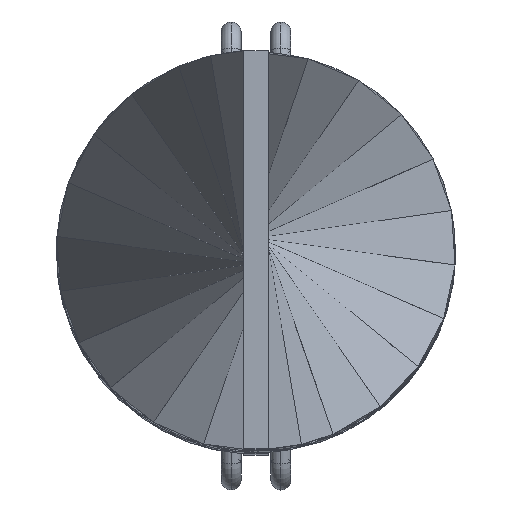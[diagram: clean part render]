
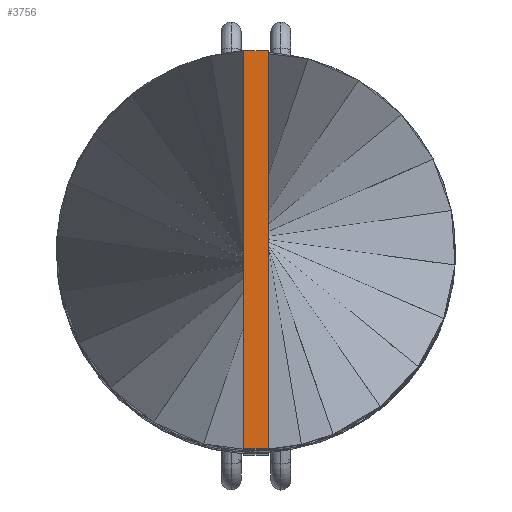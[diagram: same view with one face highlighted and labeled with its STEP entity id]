
A CAD part, top view. The second image highlights one B-rep face of the part: STEP entity #3756.
In plain terms, the highlighted planar face has unit normal (0, 0, 1).
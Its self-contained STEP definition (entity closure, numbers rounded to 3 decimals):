
#57 = PLANE ( 'NONE',  #3957 ) ;
#182 = EDGE_CURVE ( 'NONE', #2194, #3410, #3713, .T. ) ;
#226 = ORIENTED_EDGE ( 'NONE', *, *, #1404, .T. ) ;
#408 = DIRECTION ( 'NONE',  ( 0., 0., 1. ) ) ;
#503 = CARTESIAN_POINT ( 'NONE',  ( -0.5, -8., 150. ) ) ;
#581 = DIRECTION ( 'NONE',  ( 0., -1., 0. ) ) ;
#976 = VECTOR ( 'NONE', #3407, 1000. ) ;
#1234 = DIRECTION ( 'NONE',  ( -1., 0., 0. ) ) ;
#1289 = CARTESIAN_POINT ( 'NONE',  ( -0.5, -8., 150. ) ) ;
#1359 = ORIENTED_EDGE ( 'NONE', *, *, #4171, .T. ) ;
#1404 = EDGE_CURVE ( 'NONE', #3410, #3385, #2912, .T. ) ;
#1524 = CARTESIAN_POINT ( 'NONE',  ( 0.5, -8., 150. ) ) ;
#1549 = EDGE_LOOP ( 'NONE', ( #1832, #1359, #2013, #226 ) ) ;
#1832 = ORIENTED_EDGE ( 'NONE', *, *, #2436, .T. ) ;
#1897 = VECTOR ( 'NONE', #581, 1000. ) ;
#2013 = ORIENTED_EDGE ( 'NONE', *, *, #182, .T. ) ;
#2026 = CARTESIAN_POINT ( 'NONE',  ( -0.5, 8., 150. ) ) ;
#2194 = VERTEX_POINT ( 'NONE', #503 ) ;
#2229 = CARTESIAN_POINT ( 'NONE',  ( 0.5, 8., 150. ) ) ;
#2436 = EDGE_CURVE ( 'NONE', #3385, #2816, #3243, .T. ) ;
#2439 = FACE_OUTER_BOUND ( 'NONE', #1549, .T. ) ;
#2601 = LINE ( 'NONE', #3906, #1897 ) ;
#2769 = CARTESIAN_POINT ( 'NONE',  ( 0., 0., 150. ) ) ;
#2816 = VERTEX_POINT ( 'NONE', #2026 ) ;
#2912 = LINE ( 'NONE', #4193, #3018 ) ;
#3018 = VECTOR ( 'NONE', #3548, 1000. ) ;
#3243 = LINE ( 'NONE', #3884, #3521 ) ;
#3385 = VERTEX_POINT ( 'NONE', #2229 ) ;
#3407 = DIRECTION ( 'NONE',  ( 1., 0., 0. ) ) ;
#3410 = VERTEX_POINT ( 'NONE', #1524 ) ;
#3521 = VECTOR ( 'NONE', #1234, 1000. ) ;
#3548 = DIRECTION ( 'NONE',  ( 0., 1., 0. ) ) ;
#3713 = LINE ( 'NONE', #1289, #976 ) ;
#3756 = ADVANCED_FACE ( 'NONE', ( #2439 ), #57, .T. ) ;
#3884 = CARTESIAN_POINT ( 'NONE',  ( 0.5, 8., 150. ) ) ;
#3906 = CARTESIAN_POINT ( 'NONE',  ( -0.5, 8., 150. ) ) ;
#3957 = AXIS2_PLACEMENT_3D ( 'NONE', #2769, #408, #4121 ) ;
#4121 = DIRECTION ( 'NONE',  ( 1., 0., 0. ) ) ;
#4171 = EDGE_CURVE ( 'NONE', #2816, #2194, #2601, .T. ) ;
#4193 = CARTESIAN_POINT ( 'NONE',  ( 0.5, -8., 150. ) ) ;
